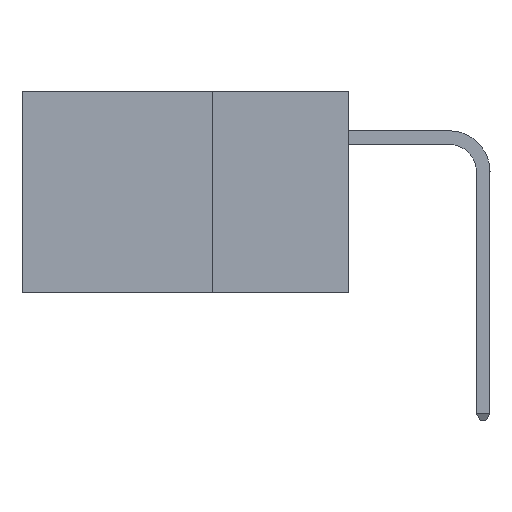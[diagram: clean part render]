
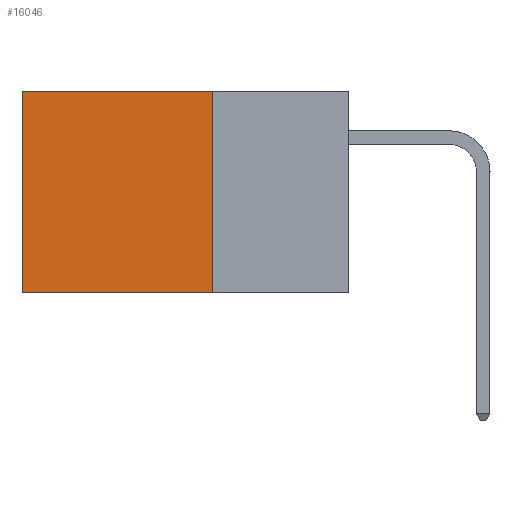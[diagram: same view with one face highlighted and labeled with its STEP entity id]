
A CAD part, left-side view. The second image highlights one B-rep face of the part: STEP entity #16046.
In plain terms, the highlighted planar face has unit normal (-1, 0, 0).
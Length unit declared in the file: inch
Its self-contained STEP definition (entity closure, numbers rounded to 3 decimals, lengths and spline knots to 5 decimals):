
#146 = CARTESIAN_POINT ( 'NONE',  ( 0.2875, 0.6, -0.37 ) ) ;
#223 = LINE ( 'NONE', #17514, #4262 ) ;
#423 = VERTEX_POINT ( 'NONE', #146 ) ;
#2628 = CARTESIAN_POINT ( 'NONE',  ( 0.2875, 0.25, 0. ) ) ;
#4262 = VECTOR ( 'NONE', #7147, 39.37008 ) ;
#4553 = ORIENTED_EDGE ( 'NONE', *, *, #10110, .F. ) ;
#4690 = AXIS2_PLACEMENT_3D ( 'NONE', #6574, #16971, #8062 ) ;
#5078 = VECTOR ( 'NONE', #11691, 39.37008 ) ;
#5513 = CARTESIAN_POINT ( 'NONE',  ( 0.2875, 0.25, -0.37 ) ) ;
#5547 = LINE ( 'NONE', #2628, #5078 ) ;
#6013 = LINE ( 'NONE', #16769, #14008 ) ;
#6574 = CARTESIAN_POINT ( 'NONE',  ( 0.2875, 0.25, 0. ) ) ;
#6695 = EDGE_CURVE ( 'NONE', #19128, #423, #223, .T. ) ;
#7129 = CARTESIAN_POINT ( 'NONE',  ( 0.2875, 0.25, 0. ) ) ;
#7147 = DIRECTION ( 'NONE',  ( 0., 1., 0. ) ) ;
#8062 = DIRECTION ( 'NONE',  ( 0., 0., -1. ) ) ;
#8460 = DIRECTION ( 'NONE',  ( 0., 0., -1. ) ) ;
#8855 = VERTEX_POINT ( 'NONE', #11756 ) ;
#9235 = ORIENTED_EDGE ( 'NONE', *, *, #15663, .T. ) ;
#9999 = FACE_OUTER_BOUND ( 'NONE', #12242, .T. ) ;
#10110 = EDGE_CURVE ( 'NONE', #10145, #19128, #17654, .T. ) ;
#10145 = VERTEX_POINT ( 'NONE', #7129 ) ;
#10911 = DIRECTION ( 'NONE',  ( 0., 0., -1. ) ) ;
#11691 = DIRECTION ( 'NONE',  ( 0., 1., 0. ) ) ;
#11756 = CARTESIAN_POINT ( 'NONE',  ( 0.2875, 0.6, 0. ) ) ;
#12242 = EDGE_LOOP ( 'NONE', ( #13457, #17655, #4553, #9235 ) ) ;
#13457 = ORIENTED_EDGE ( 'NONE', *, *, #16620, .T. ) ;
#14008 = VECTOR ( 'NONE', #10911, 39.37008 ) ;
#15663 = EDGE_CURVE ( 'NONE', #10145, #8855, #5547, .T. ) ;
#15923 = CARTESIAN_POINT ( 'NONE',  ( 0.2875, 0.25, 0. ) ) ;
#16046 = ADVANCED_FACE ( 'NONE', ( #9999 ), #16917, .F. ) ;
#16620 = EDGE_CURVE ( 'NONE', #8855, #423, #6013, .T. ) ;
#16769 = CARTESIAN_POINT ( 'NONE',  ( 0.2875, 0.6, 0. ) ) ;
#16917 = PLANE ( 'NONE',  #4690 ) ;
#16971 = DIRECTION ( 'NONE',  ( 1., 0., 0. ) ) ;
#17202 = VECTOR ( 'NONE', #8460, 39.37008 ) ;
#17514 = CARTESIAN_POINT ( 'NONE',  ( 0.2875, 0.25, -0.37 ) ) ;
#17654 = LINE ( 'NONE', #15923, #17202 ) ;
#17655 = ORIENTED_EDGE ( 'NONE', *, *, #6695, .F. ) ;
#19128 = VERTEX_POINT ( 'NONE', #5513 ) ;
